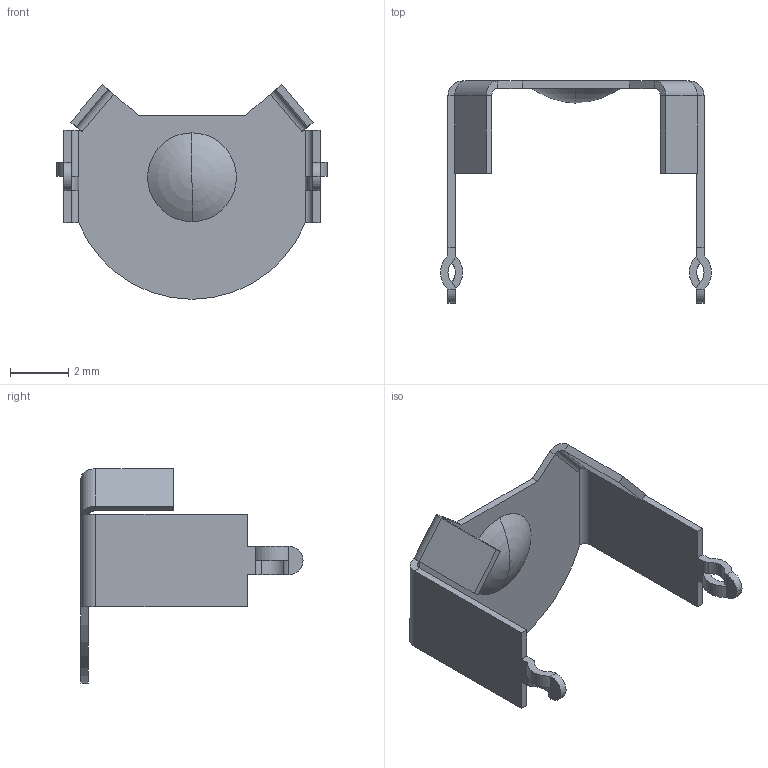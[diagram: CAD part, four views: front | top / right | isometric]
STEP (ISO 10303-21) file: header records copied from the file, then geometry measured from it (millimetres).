
FILE_DESCRIPTION (( 'STEP AP214' ), '1' );
FILE_NAME ('2989.STEP', '2012-03-12T20:11:12', ( 'Richard Maletta' ), ( '' ), 'SwSTEP 2.0', 'SolidWorks 2009', '' );
FILE_SCHEMA (( 'AUTOMOTIVE_DESIGN' ));
Length unit declared in the file: inch
Products named in the file (1): 2989
Bounding box: 9.3 x 7.62 x 7.36 mm (x, y, z)
Volume: 24.5 mm3; surface area: 211.9 mm2
Topology: 1 solids, 1 shells, 99 faces, 246 edges, 144 vertices
Faces by surface type: plane 62, cylinder 31, torus 6
Entity records: 2910 total; most frequent: DIRECTION 524, CARTESIAN_POINT 486, ORIENTED_EDGE 484, EDGE_CURVE 242, AXIS2_PLACEMENT_3D 182, LINE 160, VECTOR 160, VERTEX_POINT 144
